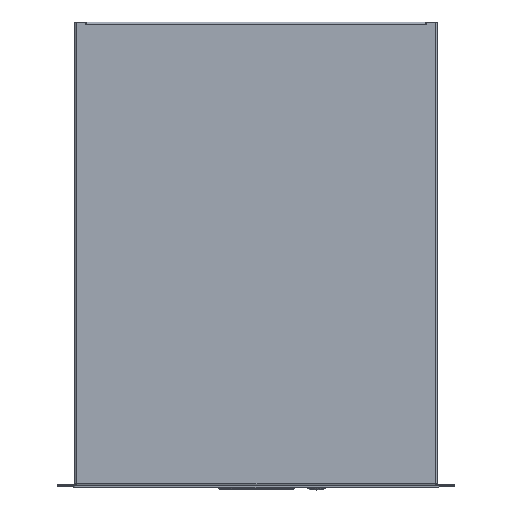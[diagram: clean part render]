
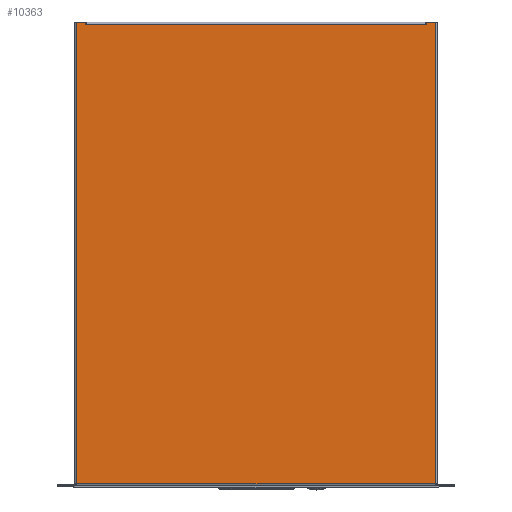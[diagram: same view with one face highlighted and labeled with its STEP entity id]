
A CAD part, top view. The second image highlights one B-rep face of the part: STEP entity #10363.
In plain terms, the highlighted planar face has unit normal (0, 0, 1).
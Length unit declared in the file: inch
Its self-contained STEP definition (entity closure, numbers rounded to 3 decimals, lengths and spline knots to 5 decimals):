
#130 = DIRECTION ( 'NONE',  ( 0., 1., 0. ) ) ;
#392 = ORIENTED_EDGE ( 'NONE', *, *, #13490, .T. ) ;
#1244 = VECTOR ( 'NONE', #8262, 39.37008 ) ;
#1734 = ORIENTED_EDGE ( 'NONE', *, *, #14141, .T. ) ;
#2647 = VERTEX_POINT ( 'NONE', #5296 ) ;
#2778 = EDGE_CURVE ( 'NONE', #19121, #5392, #16124, .T. ) ;
#3137 = LINE ( 'NONE', #19769, #21134 ) ;
#3157 = VERTEX_POINT ( 'NONE', #21243 ) ;
#3868 = LINE ( 'NONE', #10666, #11471 ) ;
#4096 = LINE ( 'NONE', #19377, #15770 ) ;
#4137 = EDGE_CURVE ( 'NONE', #5844, #8391, #5012, .T. ) ;
#4195 = LINE ( 'NONE', #17801, #11696 ) ;
#4400 = ORIENTED_EDGE ( 'NONE', *, *, #4137, .T. ) ;
#5012 = LINE ( 'NONE', #6798, #1244 ) ;
#5080 = CARTESIAN_POINT ( 'NONE',  ( 8.57, 22.28, 4.281 ) ) ;
#5296 = CARTESIAN_POINT ( 'NONE',  ( -8.136, 22.172, 4.281 ) ) ;
#5392 = VERTEX_POINT ( 'NONE', #8815 ) ;
#5727 = EDGE_CURVE ( 'NONE', #15677, #5805, #17401, .T. ) ;
#5788 = ORIENTED_EDGE ( 'NONE', *, *, #8079, .T. ) ;
#5805 = VERTEX_POINT ( 'NONE', #19413 ) ;
#5844 = VERTEX_POINT ( 'NONE', #7576 ) ;
#6295 = CARTESIAN_POINT ( 'NONE',  ( -8.678, 22.28, 4.281 ) ) ;
#6328 = ORIENTED_EDGE ( 'NONE', *, *, #10221, .T. ) ;
#6418 = VERTEX_POINT ( 'NONE', #22055 ) ;
#6484 = VECTOR ( 'NONE', #130, 39.37008 ) ;
#6681 = LINE ( 'NONE', #18516, #6484 ) ;
#6798 = CARTESIAN_POINT ( 'NONE',  ( 8.57, 22.28, 4.281 ) ) ;
#7576 = CARTESIAN_POINT ( 'NONE',  ( 8.57, 0.213, 4.281 ) ) ;
#7694 = AXIS2_PLACEMENT_3D ( 'NONE', #6295, #9534, #16341 ) ;
#7883 = VECTOR ( 'NONE', #21755, 39.37008 ) ;
#8079 = EDGE_CURVE ( 'NONE', #16422, #5844, #11187, .T. ) ;
#8262 = DIRECTION ( 'NONE',  ( 0., 1., 0. ) ) ;
#8391 = VERTEX_POINT ( 'NONE', #5080 ) ;
#8815 = CARTESIAN_POINT ( 'NONE',  ( 8.106, 22.172, 4.281 ) ) ;
#8919 = DIRECTION ( 'NONE',  ( -1., 0., 0. ) ) ;
#8987 = VECTOR ( 'NONE', #10465, 39.37008 ) ;
#9002 = DIRECTION ( 'NONE',  ( 0., -1., 0. ) ) ;
#9534 = DIRECTION ( 'NONE',  ( 0., 0., 1. ) ) ;
#10221 = EDGE_CURVE ( 'NONE', #8391, #6418, #4195, .T. ) ;
#10363 = ADVANCED_FACE ( 'NONE', ( #12886 ), #19707, .T. ) ;
#10465 = DIRECTION ( 'NONE',  ( -1., 0., 0. ) ) ;
#10620 = CARTESIAN_POINT ( 'NONE',  ( -8.136, 22.28, 4.281 ) ) ;
#10666 = CARTESIAN_POINT ( 'NONE',  ( 8.136, 22.28, 4.281 ) ) ;
#11187 = LINE ( 'NONE', #18002, #7883 ) ;
#11471 = VECTOR ( 'NONE', #9002, 39.37008 ) ;
#11696 = VECTOR ( 'NONE', #17465, 39.37008 ) ;
#11791 = EDGE_CURVE ( 'NONE', #5392, #3157, #17039, .T. ) ;
#12760 = CARTESIAN_POINT ( 'NONE',  ( 8.136, 22.172, 4.281 ) ) ;
#12837 = ORIENTED_EDGE ( 'NONE', *, *, #2778, .T. ) ;
#12886 = FACE_OUTER_BOUND ( 'NONE', #12983, .T. ) ;
#12983 = EDGE_LOOP ( 'NONE', ( #12837, #13741, #19938, #392, #21684, #1734, #5788, #4400, #6328, #15826 ) ) ;
#13387 = DIRECTION ( 'NONE',  ( 0., -1., 0. ) ) ;
#13490 = EDGE_CURVE ( 'NONE', #2647, #15677, #6681, .T. ) ;
#13741 = ORIENTED_EDGE ( 'NONE', *, *, #11791, .T. ) ;
#14141 = EDGE_CURVE ( 'NONE', #5805, #16422, #3137, .T. ) ;
#14161 = CARTESIAN_POINT ( 'NONE',  ( -8.678, 22.28, 4.281 ) ) ;
#14948 = EDGE_CURVE ( 'NONE', #6418, #19121, #3868, .T. ) ;
#14996 = EDGE_CURVE ( 'NONE', #3157, #2647, #4096, .T. ) ;
#15677 = VERTEX_POINT ( 'NONE', #10620 ) ;
#15770 = VECTOR ( 'NONE', #16026, 39.37008 ) ;
#15826 = ORIENTED_EDGE ( 'NONE', *, *, #14948, .T. ) ;
#16026 = DIRECTION ( 'NONE',  ( -1., 0., 0. ) ) ;
#16124 = LINE ( 'NONE', #12760, #19381 ) ;
#16341 = DIRECTION ( 'NONE',  ( 1., 0., 0. ) ) ;
#16422 = VERTEX_POINT ( 'NONE', #16717 ) ;
#16717 = CARTESIAN_POINT ( 'NONE',  ( -8.57, 0.213, 4.281 ) ) ;
#17039 = LINE ( 'NONE', #18924, #8987 ) ;
#17140 = CARTESIAN_POINT ( 'NONE',  ( 8.136, 22.172, 4.281 ) ) ;
#17401 = LINE ( 'NONE', #14161, #18602 ) ;
#17465 = DIRECTION ( 'NONE',  ( -1., 0., 0. ) ) ;
#17801 = CARTESIAN_POINT ( 'NONE',  ( -8.678, 22.28, 4.281 ) ) ;
#18002 = CARTESIAN_POINT ( 'NONE',  ( -8.678, 0.213, 4.281 ) ) ;
#18516 = CARTESIAN_POINT ( 'NONE',  ( -8.136, 22.28, 4.281 ) ) ;
#18602 = VECTOR ( 'NONE', #8919, 39.37008 ) ;
#18924 = CARTESIAN_POINT ( 'NONE',  ( -8.678, 22.172, 4.281 ) ) ;
#19121 = VERTEX_POINT ( 'NONE', #17140 ) ;
#19377 = CARTESIAN_POINT ( 'NONE',  ( 8.136, 22.172, 4.281 ) ) ;
#19381 = VECTOR ( 'NONE', #21491, 39.37008 ) ;
#19413 = CARTESIAN_POINT ( 'NONE',  ( -8.57, 22.28, 4.281 ) ) ;
#19707 = PLANE ( 'NONE',  #7694 ) ;
#19769 = CARTESIAN_POINT ( 'NONE',  ( -8.57, 22.28, 4.281 ) ) ;
#19938 = ORIENTED_EDGE ( 'NONE', *, *, #14996, .T. ) ;
#21134 = VECTOR ( 'NONE', #13387, 39.37008 ) ;
#21243 = CARTESIAN_POINT ( 'NONE',  ( -8.106, 22.172, 4.281 ) ) ;
#21491 = DIRECTION ( 'NONE',  ( -1., 0., 0. ) ) ;
#21684 = ORIENTED_EDGE ( 'NONE', *, *, #5727, .T. ) ;
#21755 = DIRECTION ( 'NONE',  ( 1., 0., 0. ) ) ;
#22055 = CARTESIAN_POINT ( 'NONE',  ( 8.136, 22.28, 4.281 ) ) ;
